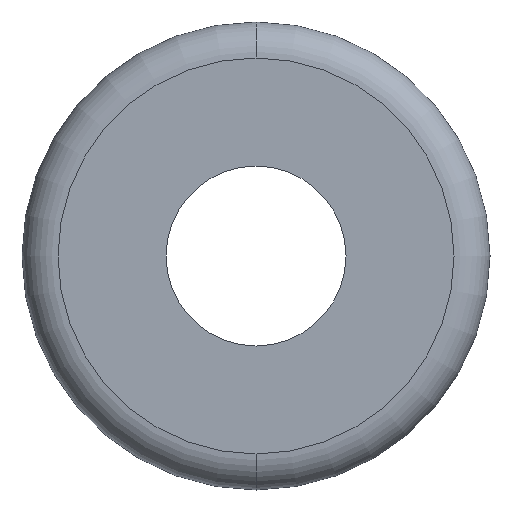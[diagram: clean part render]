
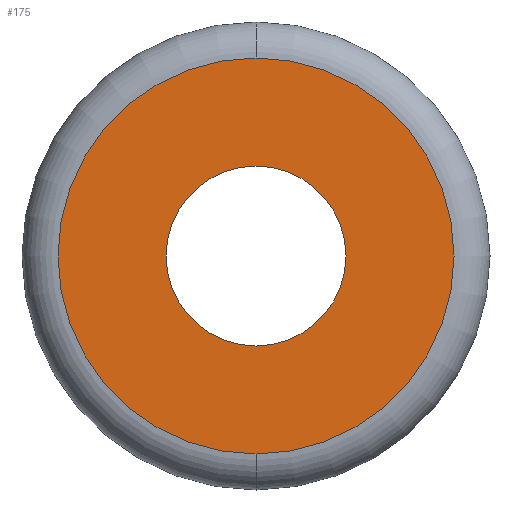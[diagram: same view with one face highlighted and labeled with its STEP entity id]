
A CAD part, front view. The second image highlights one B-rep face of the part: STEP entity #175.
In plain terms, the highlighted planar face has unit normal (0, -1, 0).
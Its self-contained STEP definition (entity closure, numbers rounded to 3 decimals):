
#7 = CARTESIAN_POINT ( 'NONE',  ( 0., 0., 2.5 ) ) ;
#8 = EDGE_CURVE ( 'NONE', #208, #96, #163, .T. ) ;
#9 = DIRECTION ( 'NONE',  ( 0., 1., 0. ) ) ;
#14 = CIRCLE ( 'NONE', #130, 5.5 ) ;
#29 = EDGE_CURVE ( 'NONE', #44, #92, #14, .T. ) ;
#31 = CARTESIAN_POINT ( 'NONE',  ( 0., 0., -2.5 ) ) ;
#34 = DIRECTION ( 'NONE',  ( 0., 0., -1. ) ) ;
#44 = VERTEX_POINT ( 'NONE', #61 ) ;
#59 = DIRECTION ( 'NONE',  ( 0., -1., 0. ) ) ;
#60 = DIRECTION ( 'NONE',  ( 0., -1., 0. ) ) ;
#61 = CARTESIAN_POINT ( 'NONE',  ( 0., 0., 5.5 ) ) ;
#82 = DIRECTION ( 'NONE',  ( 0., 1., 0. ) ) ;
#85 = CARTESIAN_POINT ( 'NONE',  ( 0., 0., -5.5 ) ) ;
#89 = FACE_BOUND ( 'NONE', #144, .T. ) ;
#90 = CARTESIAN_POINT ( 'NONE',  ( 0., 0., 0. ) ) ;
#92 = VERTEX_POINT ( 'NONE', #85 ) ;
#96 = VERTEX_POINT ( 'NONE', #7 ) ;
#99 = ORIENTED_EDGE ( 'NONE', *, *, #29, .T. ) ;
#105 = AXIS2_PLACEMENT_3D ( 'NONE', #321, #82, #34 ) ;
#106 = AXIS2_PLACEMENT_3D ( 'NONE', #274, #60, #305 ) ;
#115 = CARTESIAN_POINT ( 'NONE',  ( 0., 0., 0. ) ) ;
#123 = EDGE_LOOP ( 'NONE', ( #225, #99 ) ) ;
#130 = AXIS2_PLACEMENT_3D ( 'NONE', #90, #218, #221 ) ;
#139 = EDGE_CURVE ( 'NONE', #92, #44, #206, .T. ) ;
#141 = ORIENTED_EDGE ( 'NONE', *, *, #166, .T. ) ;
#143 = DIRECTION ( 'NONE',  ( 0., 0., -1. ) ) ;
#144 = EDGE_LOOP ( 'NONE', ( #141, #233 ) ) ;
#161 = DIRECTION ( 'NONE',  ( 0., 0., -1. ) ) ;
#163 = CIRCLE ( 'NONE', #105, 2.5 ) ;
#166 = EDGE_CURVE ( 'NONE', #96, #208, #334, .T. ) ;
#175 = ADVANCED_FACE ( 'NONE', ( #279, #89 ), #252, .T. ) ;
#206 = CIRCLE ( 'NONE', #220, 5.5 ) ;
#208 = VERTEX_POINT ( 'NONE', #31 ) ;
#218 = DIRECTION ( 'NONE',  ( 0., -1., 0. ) ) ;
#220 = AXIS2_PLACEMENT_3D ( 'NONE', #298, #59, #161 ) ;
#221 = DIRECTION ( 'NONE',  ( 0., 0., -1. ) ) ;
#225 = ORIENTED_EDGE ( 'NONE', *, *, #139, .T. ) ;
#233 = ORIENTED_EDGE ( 'NONE', *, *, #8, .T. ) ;
#252 = PLANE ( 'NONE',  #106 ) ;
#260 = AXIS2_PLACEMENT_3D ( 'NONE', #115, #9, #143 ) ;
#274 = CARTESIAN_POINT ( 'NONE',  ( 6.5, 0., 0. ) ) ;
#279 = FACE_OUTER_BOUND ( 'NONE', #123, .T. ) ;
#298 = CARTESIAN_POINT ( 'NONE',  ( 0., 0., 0. ) ) ;
#305 = DIRECTION ( 'NONE',  ( 0., 0., -1. ) ) ;
#321 = CARTESIAN_POINT ( 'NONE',  ( 0., 0., 0. ) ) ;
#334 = CIRCLE ( 'NONE', #260, 2.5 ) ;
